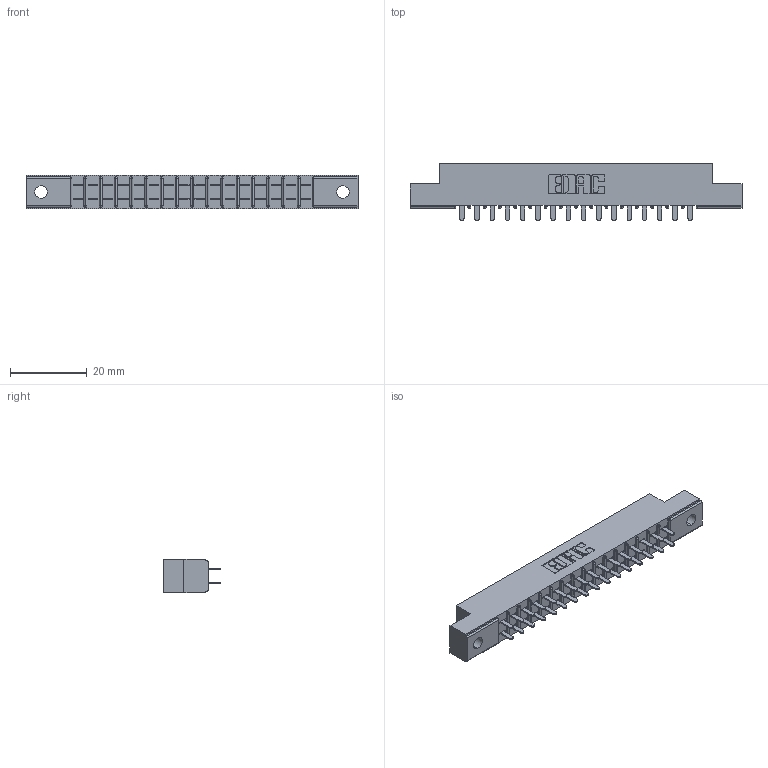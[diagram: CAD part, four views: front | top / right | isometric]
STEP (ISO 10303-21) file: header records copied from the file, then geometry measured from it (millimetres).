
FILE_DESCRIPTION (( 'STEP AP203' ), '1' );
FILE_NAME ('305-032-521-502.STEP', '2019-09-09T16:41:48', ( '' ), ( '' ), 'SwSTEP 2.0', 'SolidWorks 2016', '' );
FILE_SCHEMA (( 'CONFIG_CONTROL_DESIGN' ));
Length unit declared in the file: inch
Products named in the file (3): 305 Part_.128 Dia; 305-032-521-502; 305-290-001_521
Assembly tree (33 placements, depth 2):
  305-032-521-502
    305 Part_.128 Dia
    305-290-001_521  x32
Bounding box: 86.41 x 14.86 x 8.71 mm (x, y, z)
Volume: 5135.5 mm3; surface area: 9467.1 mm2
Topology: 33 solids, 33 shells, 1588 faces, 4524 edges, 2928 vertices
Faces by surface type: plane 932, cylinder 592, sphere 64
Entity records: 20371 total; most frequent: CARTESIAN_POINT 3370, ORIENTED_EDGE 3340, DIRECTION 3280, EDGE_CURVE 1670, VECTOR 1324, LINE 1324, VERTEX_POINT 1068, AXIS2_PLACEMENT_3D 978
